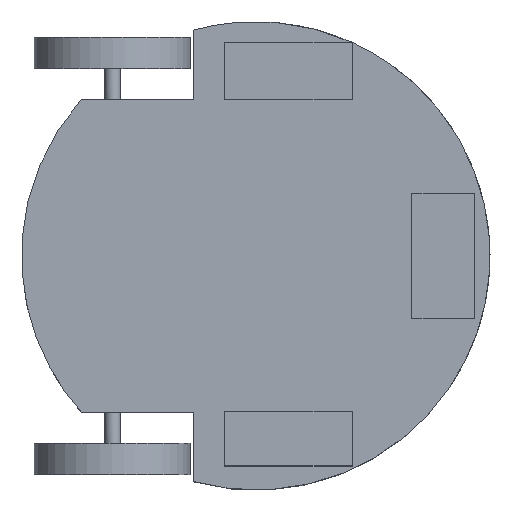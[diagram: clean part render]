
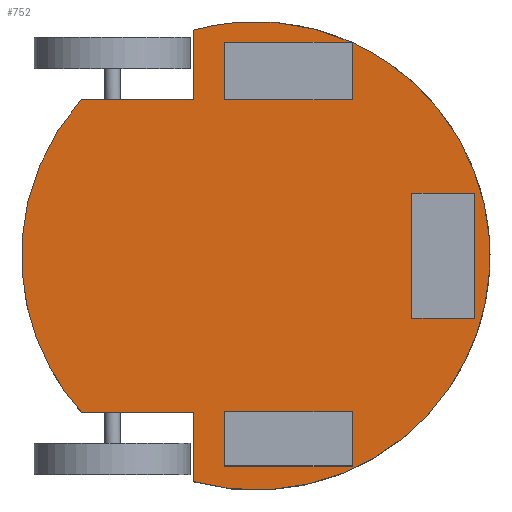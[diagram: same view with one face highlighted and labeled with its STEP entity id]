
A CAD part, top view. The second image highlights one B-rep face of the part: STEP entity #752.
In plain terms, the highlighted free-form (B-spline) face has degree [1, 1] with [2, 2] control points.
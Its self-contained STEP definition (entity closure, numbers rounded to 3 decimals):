
#21 = EDGE_CURVE('',#22,#24,#26,.T.);
#22 = VERTEX_POINT('',#23);
#23 = CARTESIAN_POINT('',(78.713,22.489,
    56.224));
#24 = VERTEX_POINT('',#25);
#25 = CARTESIAN_POINT('',(78.713,-22.489,
    56.224));
#26 = B_SPLINE_CURVE_WITH_KNOTS('',1,(#27,#28),.UNSPECIFIED.,.F.,.F.,(2,
    2),(-30.,10.),.PIECEWISE_BEZIER_KNOTS.);
#27 = CARTESIAN_POINT('',(78.713,22.489,
    56.224));
#28 = CARTESIAN_POINT('',(78.713,-22.489,
    56.224));
#57 = EDGE_CURVE('',#24,#58,#60,.T.);
#58 = VERTEX_POINT('',#59);
#59 = CARTESIAN_POINT('',(56.224,-22.489,
    56.224));
#60 = B_SPLINE_CURVE_WITH_KNOTS('',1,(#61,#62),.UNSPECIFIED.,.F.,.F.,(2,
    2),(-45.,-25.),.PIECEWISE_BEZIER_KNOTS.);
#61 = CARTESIAN_POINT('',(78.713,-22.489,
    56.224));
#62 = CARTESIAN_POINT('',(56.224,-22.489,
    56.224));
#85 = EDGE_CURVE('',#58,#86,#88,.T.);
#86 = VERTEX_POINT('',#87);
#87 = CARTESIAN_POINT('',(56.224,22.489,
    56.224));
#88 = B_SPLINE_CURVE_WITH_KNOTS('',1,(#89,#90),.UNSPECIFIED.,.F.,.F.,(2,
    2),(-30.,10.),.PIECEWISE_BEZIER_KNOTS.);
#89 = CARTESIAN_POINT('',(56.224,-22.489,
    56.224));
#90 = CARTESIAN_POINT('',(56.224,22.489,
    56.224));
#113 = EDGE_CURVE('',#86,#22,#114,.T.);
#114 = B_SPLINE_CURVE_WITH_KNOTS('',1,(#115,#116),.UNSPECIFIED.,.F.,.F.,
  (2,2),(15.,35.),.PIECEWISE_BEZIER_KNOTS.);
#115 = CARTESIAN_POINT('',(56.224,22.489,
    56.224));
#116 = CARTESIAN_POINT('',(78.713,22.489,
    56.224));
#145 = EDGE_CURVE('',#146,#148,#150,.T.);
#146 = VERTEX_POINT('',#147);
#147 = CARTESIAN_POINT('',(34.721,-56.224,
    56.224));
#148 = VERTEX_POINT('',#149);
#149 = CARTESIAN_POINT('',(34.721,-75.673,
    56.224));
#150 = B_SPLINE_CURVE_WITH_KNOTS('',1,(#151,#152),.UNSPECIFIED.,.F.,.F.,
  (2,2),(16.352,33.648),.PIECEWISE_BEZIER_KNOTS.);
#151 = CARTESIAN_POINT('',(34.721,-56.224,
    56.224));
#152 = CARTESIAN_POINT('',(34.721,-75.673,
    56.224));
#181 = EDGE_CURVE('',#148,#182,#184,.T.);
#182 = VERTEX_POINT('',#183);
#183 = CARTESIAN_POINT('',(-11.245,-75.673,
    56.224));
#184 = B_SPLINE_CURVE_WITH_KNOTS('',1,(#185,#186),.UNSPECIFIED.,.F.,.F.,
  (2,2),(-35.877,5.),.PIECEWISE_BEZIER_KNOTS.);
#185 = CARTESIAN_POINT('',(34.721,-75.673,
    56.224));
#186 = CARTESIAN_POINT('',(-11.245,-75.673,
    56.224));
#209 = EDGE_CURVE('',#182,#210,#212,.T.);
#210 = VERTEX_POINT('',#211);
#211 = CARTESIAN_POINT('',(-11.245,-56.224,
    56.224));
#212 = B_SPLINE_CURVE_WITH_KNOTS('',1,(#213,#214),.UNSPECIFIED.,.F.,.F.,
  (2,2),(-42.297,-25.),.PIECEWISE_BEZIER_KNOTS.);
#213 = CARTESIAN_POINT('',(-11.245,-75.673,
    56.224));
#214 = CARTESIAN_POINT('',(-11.245,-56.224,
    56.224));
#237 = EDGE_CURVE('',#210,#146,#238,.T.);
#238 = B_SPLINE_CURVE_WITH_KNOTS('',1,(#239,#240),.UNSPECIFIED.,.F.,.F.,
  (2,2),(-25.439,15.439),.PIECEWISE_BEZIER_KNOTS.);
#239 = CARTESIAN_POINT('',(-11.245,-56.224,
    56.224));
#240 = CARTESIAN_POINT('',(34.721,-56.224,
    56.224));
#269 = EDGE_CURVE('',#270,#272,#274,.T.);
#270 = VERTEX_POINT('',#271);
#271 = CARTESIAN_POINT('',(34.721,56.224,
    56.224));
#272 = VERTEX_POINT('',#273);
#273 = CARTESIAN_POINT('',(-11.245,56.224,
    56.224));
#274 = B_SPLINE_CURVE_WITH_KNOTS('',1,(#275,#276),.UNSPECIFIED.,.F.,.F.,
  (2,2),(-35.877,5.),.PIECEWISE_BEZIER_KNOTS.);
#275 = CARTESIAN_POINT('',(34.721,56.224,
    56.224));
#276 = CARTESIAN_POINT('',(-11.245,56.224,
    56.224));
#305 = EDGE_CURVE('',#272,#306,#308,.T.);
#306 = VERTEX_POINT('',#307);
#307 = CARTESIAN_POINT('',(-11.245,76.86,
    56.224));
#308 = B_SPLINE_CURVE_WITH_KNOTS('',1,(#309,#310),.UNSPECIFIED.,.F.,.F.,
  (2,2),(15.824,34.176),.PIECEWISE_BEZIER_KNOTS.);
#309 = CARTESIAN_POINT('',(-11.245,56.224,
    56.224));
#310 = CARTESIAN_POINT('',(-11.245,76.86,
    56.224));
#336 = VERTEX_POINT('',#337);
#337 = CARTESIAN_POINT('',(34.713,76.86,
    56.224));
#342 = EDGE_CURVE('',#306,#336,#343,.T.);
#343 = B_SPLINE_CURVE_WITH_KNOTS('',1,(#344,#345),.UNSPECIFIED.,.F.,.F.,
  (2,2),(-25.439,15.432),.PIECEWISE_BEZIER_KNOTS.);
#344 = CARTESIAN_POINT('',(-11.245,76.86,
    56.224));
#345 = CARTESIAN_POINT('',(34.713,76.86,
    56.224));
#368 = EDGE_CURVE('',#369,#270,#371,.T.);
#369 = VERTEX_POINT('',#370);
#370 = CARTESIAN_POINT('',(34.721,76.857,
    56.224));
#371 = B_SPLINE_CURVE_WITH_KNOTS('',1,(#372,#373),.UNSPECIFIED.,.F.,.F.,
  (2,2),(-43.349,-25.),.PIECEWISE_BEZIER_KNOTS.);
#372 = CARTESIAN_POINT('',(34.721,76.857,
    56.224));
#373 = CARTESIAN_POINT('',(34.721,56.224,
    56.224));
#479 = VERTEX_POINT('',#480);
#480 = CARTESIAN_POINT('',(-62.86,-56.224,
    56.224));
#485 = EDGE_CURVE('',#486,#479,#488,.T.);
#486 = VERTEX_POINT('',#487);
#487 = CARTESIAN_POINT('',(-62.86,56.224,
    56.224));
#488 = ( BOUNDED_CURVE() B_SPLINE_CURVE(2,(#489,#490,#491),
.UNSPECIFIED.,.F.,.F.) B_SPLINE_CURVE_WITH_KNOTS((3,3),(2.412,
3.871),.PIECEWISE_BEZIER_KNOTS.) CURVE() 
GEOMETRIC_REPRESENTATION_ITEM() RATIONAL_B_SPLINE_CURVE((1.,0.745
,1.)) REPRESENTATION_ITEM('') );
#489 = CARTESIAN_POINT('',(-62.86,56.224,
    56.224));
#490 = CARTESIAN_POINT('',(-113.148,0.,
    56.224));
#491 = CARTESIAN_POINT('',(-62.86,-56.224,
    56.224));
#510 = VERTEX_POINT('',#511);
#511 = CARTESIAN_POINT('',(-22.489,-56.224,
    56.224));
#516 = EDGE_CURVE('',#479,#510,#517,.T.);
#517 = B_SPLINE_CURVE_WITH_KNOTS('',1,(#518,#519),.UNSPECIFIED.,.F.,.F.,
  (2,2),(-27.951,7.951),.PIECEWISE_BEZIER_KNOTS.);
#518 = CARTESIAN_POINT('',(-62.86,-56.224,
    56.224));
#519 = CARTESIAN_POINT('',(-22.489,-56.224,
    56.224));
#546 = VERTEX_POINT('',#547);
#547 = CARTESIAN_POINT('',(-22.489,-81.282,
    56.224));
#552 = EDGE_CURVE('',#510,#546,#553,.T.);
#553 = B_SPLINE_CURVE_WITH_KNOTS('',1,(#554,#555),.UNSPECIFIED.,.F.,.F.,
  (2,2),(25.,47.284),.PIECEWISE_BEZIER_KNOTS.);
#554 = CARTESIAN_POINT('',(-22.489,-56.224,
    56.224));
#555 = CARTESIAN_POINT('',(-22.489,-81.282,
    56.224));
#679 = EDGE_CURVE('',#680,#486,#682,.T.);
#680 = VERTEX_POINT('',#681);
#681 = CARTESIAN_POINT('',(-22.489,56.224,
    56.224));
#682 = B_SPLINE_CURVE_WITH_KNOTS('',1,(#683,#684),.UNSPECIFIED.,.F.,.F.,
  (2,2),(10.,45.902),.PIECEWISE_BEZIER_KNOTS.);
#683 = CARTESIAN_POINT('',(-22.489,56.224,
    56.224));
#684 = CARTESIAN_POINT('',(-62.86,56.224,
    56.224));
#704 = EDGE_CURVE('',#705,#680,#707,.T.);
#705 = VERTEX_POINT('',#706);
#706 = CARTESIAN_POINT('',(-22.489,81.282,
    56.224));
#707 = B_SPLINE_CURVE_WITH_KNOTS('',1,(#708,#709),.UNSPECIFIED.,.F.,.F.,
  (2,2),(-36.142,-13.858),.PIECEWISE_BEZIER_KNOTS.);
#708 = CARTESIAN_POINT('',(-22.489,81.282,
    56.224));
#709 = CARTESIAN_POINT('',(-22.489,56.224,
    56.224));
#726 = EDGE_CURVE('',#336,#705,#727,.T.);
#727 = ( BOUNDED_CURVE() B_SPLINE_CURVE(2,(#728,#729,#730),
.UNSPECIFIED.,.F.,.F.) B_SPLINE_CURVE_WITH_KNOTS((3,3),(1.147,
1.841),.PIECEWISE_BEZIER_KNOTS.) CURVE() 
GEOMETRIC_REPRESENTATION_ITEM() RATIONAL_B_SPLINE_CURVE((1.,
0.94,1.)) REPRESENTATION_ITEM('') );
#728 = CARTESIAN_POINT('',(34.713,76.86,
    56.224));
#729 = CARTESIAN_POINT('',(6.911,89.416,56.224)
  );
#730 = CARTESIAN_POINT('',(-22.489,81.282,
    56.224));
#733 = EDGE_CURVE('',#546,#369,#734,.T.);
#734 = ( BOUNDED_CURVE() B_SPLINE_CURVE(2,(#735,#736,#737,#738,#739),
.UNSPECIFIED.,.F.,.F.) B_SPLINE_CURVE_WITH_KNOTS((3,2,3),(4.442
,5.936,7.43),.PIECEWISE_BEZIER_KNOTS.) CURVE() 
GEOMETRIC_REPRESENTATION_ITEM() RATIONAL_B_SPLINE_CURVE((1.,
0.734,1.,0.734,1.)) REPRESENTATION_ITEM('') );
#735 = CARTESIAN_POINT('',(-22.489,-81.282,
    56.224));
#736 = CARTESIAN_POINT('',(52.748,-102.099,
    56.224));
#737 = CARTESIAN_POINT('',(79.305,-28.691,
    56.224));
#738 = CARTESIAN_POINT('',(105.862,44.718,
    56.224));
#739 = CARTESIAN_POINT('',(34.721,76.857,
    56.224));
#752 = ADVANCED_FACE('',(#753,#766,#772),#778,.T.);
#753 = FACE_BOUND('',#754,.T.);
#754 = EDGE_LOOP('',(#755,#756,#757,#758,#759,#760,#761,#762,#763,#764,
    #765));
#755 = ORIENTED_EDGE('',*,*,#342,.T.);
#756 = ORIENTED_EDGE('',*,*,#726,.T.);
#757 = ORIENTED_EDGE('',*,*,#704,.T.);
#758 = ORIENTED_EDGE('',*,*,#679,.T.);
#759 = ORIENTED_EDGE('',*,*,#485,.T.);
#760 = ORIENTED_EDGE('',*,*,#516,.T.);
#761 = ORIENTED_EDGE('',*,*,#552,.T.);
#762 = ORIENTED_EDGE('',*,*,#733,.T.);
#763 = ORIENTED_EDGE('',*,*,#368,.T.);
#764 = ORIENTED_EDGE('',*,*,#269,.T.);
#765 = ORIENTED_EDGE('',*,*,#305,.T.);
#766 = FACE_BOUND('',#767,.T.);
#767 = EDGE_LOOP('',(#768,#769,#770,#771));
#768 = ORIENTED_EDGE('',*,*,#21,.T.);
#769 = ORIENTED_EDGE('',*,*,#57,.T.);
#770 = ORIENTED_EDGE('',*,*,#85,.T.);
#771 = ORIENTED_EDGE('',*,*,#113,.T.);
#772 = FACE_BOUND('',#773,.T.);
#773 = EDGE_LOOP('',(#774,#775,#776,#777));
#774 = ORIENTED_EDGE('',*,*,#145,.T.);
#775 = ORIENTED_EDGE('',*,*,#181,.T.);
#776 = ORIENTED_EDGE('',*,*,#209,.T.);
#777 = ORIENTED_EDGE('',*,*,#237,.T.);
#778 = B_SPLINE_SURFACE_WITH_KNOTS('',1,1,(
    (#779,#780)
    ,(#781,#782
    )),.UNSPECIFIED.,.F.,.F.,.F.,(2,2),(2,2),(-75.,75.),(-75.,75.),
  .PIECEWISE_BEZIER_KNOTS.);
#779 = CARTESIAN_POINT('',(-84.336,-84.336,
    56.224));
#780 = CARTESIAN_POINT('',(-84.336,84.336,
    56.224));
#781 = CARTESIAN_POINT('',(84.336,-84.336,
    56.224));
#782 = CARTESIAN_POINT('',(84.336,84.336,
    56.224));
